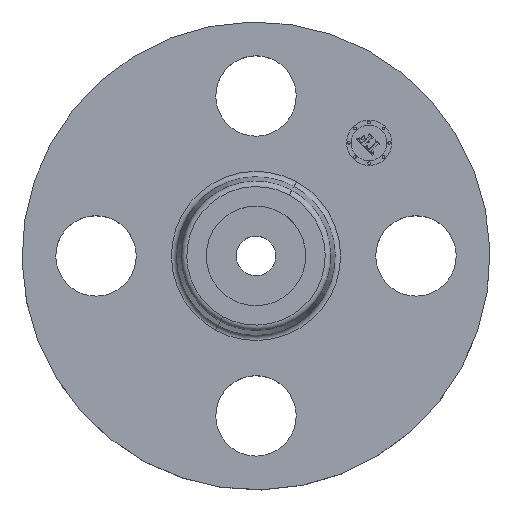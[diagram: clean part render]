
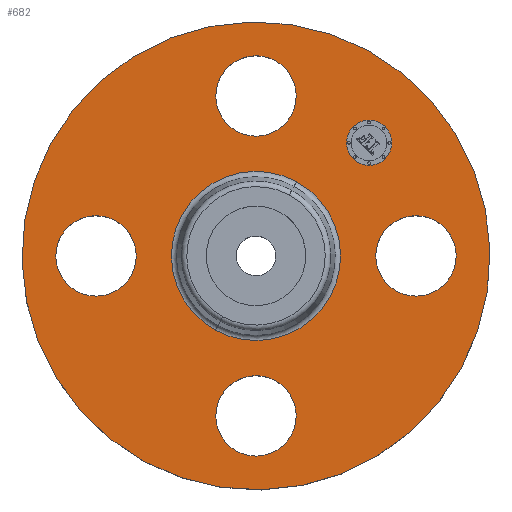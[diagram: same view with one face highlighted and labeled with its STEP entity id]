
A CAD part, top view. The second image highlights one B-rep face of the part: STEP entity #682.
In plain terms, the highlighted planar face has unit normal (0, 0, 1).
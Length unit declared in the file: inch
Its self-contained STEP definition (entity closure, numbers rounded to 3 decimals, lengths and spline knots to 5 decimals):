
#234=AXIS2_PLACEMENT_3D('Circle Axis2P3D',#232,#233,$) ;
#253=AXIS2_PLACEMENT_3D('Circle Axis2P3D',#251,#252,$) ;
#270=AXIS2_PLACEMENT_3D('Circle Axis2P3D',#268,#269,$) ;
#305=AXIS2_PLACEMENT_3D('Circle Axis2P3D',#303,#304,$) ;
#455=AXIS2_PLACEMENT_3D('Circle Axis2P3D',#453,#454,$) ;
#467=AXIS2_PLACEMENT_3D('Circle Axis2P3D',#465,#466,$) ;
#498=AXIS2_PLACEMENT_3D('Circle Axis2P3D',#496,#497,$) ;
#510=AXIS2_PLACEMENT_3D('Circle Axis2P3D',#508,#509,$) ;
#541=AXIS2_PLACEMENT_3D('Circle Axis2P3D',#539,#540,$) ;
#553=AXIS2_PLACEMENT_3D('Circle Axis2P3D',#551,#552,$) ;
#584=AXIS2_PLACEMENT_3D('Circle Axis2P3D',#582,#583,$) ;
#596=AXIS2_PLACEMENT_3D('Circle Axis2P3D',#594,#595,$) ;
#638=AXIS2_PLACEMENT_3D('Plane Axis2P3D',#635,#636,#637) ;
#666=AXIS2_PLACEMENT_3D('Circle Axis2P3D',#664,#665,$) ;
#675=AXIS2_PLACEMENT_3D('Circle Axis2P3D',#673,#674,$) ;
#229=CARTESIAN_POINT('Vertex',(-1.22733,-2.24661,1.)) ;
#232=CARTESIAN_POINT('Axis2P3D Location',(0.,0.,1.)) ;
#236=CARTESIAN_POINT('Vertex',(1.22733,2.24661,1.)) ;
#251=CARTESIAN_POINT('Axis2P3D Location',(0.,0.,1.)) ;
#268=CARTESIAN_POINT('Axis2P3D Location',(0.,0.,1.)) ;
#272=CARTESIAN_POINT('Vertex',(0.44363,0.81207,1.)) ;
#274=CARTESIAN_POINT('Vertex',(-0.44363,-0.81207,1.)) ;
#303=CARTESIAN_POINT('Axis2P3D Location',(0.,0.,1.)) ;
#443=CARTESIAN_POINT('Vertex',(0.21095,2.13614,1.)) ;
#450=CARTESIAN_POINT('Vertex',(-0.21095,1.36386,1.)) ;
#453=CARTESIAN_POINT('Axis2P3D Location',(0.,1.75,1.)) ;
#465=CARTESIAN_POINT('Axis2P3D Location',(0.,1.75,1.)) ;
#486=CARTESIAN_POINT('Vertex',(-2.13614,0.21095,1.)) ;
#493=CARTESIAN_POINT('Vertex',(-1.36386,-0.21095,1.)) ;
#496=CARTESIAN_POINT('Axis2P3D Location',(-1.75,0.,1.)) ;
#508=CARTESIAN_POINT('Axis2P3D Location',(-1.75,0.,1.)) ;
#529=CARTESIAN_POINT('Vertex',(-0.21095,-2.13614,1.)) ;
#536=CARTESIAN_POINT('Vertex',(0.21095,-1.36386,1.)) ;
#539=CARTESIAN_POINT('Axis2P3D Location',(0.,-1.75,1.)) ;
#551=CARTESIAN_POINT('Axis2P3D Location',(0.,-1.75,1.)) ;
#572=CARTESIAN_POINT('Vertex',(1.36386,0.21095,1.)) ;
#579=CARTESIAN_POINT('Vertex',(2.13614,-0.21095,1.)) ;
#582=CARTESIAN_POINT('Axis2P3D Location',(1.75,0.,1.)) ;
#594=CARTESIAN_POINT('Axis2P3D Location',(1.75,0.,1.)) ;
#635=CARTESIAN_POINT('Axis2P3D Location',(0.,2.56,1.)) ;
#664=CARTESIAN_POINT('Axis2P3D Location',(1.23744,1.23744,1.)) ;
#668=CARTESIAN_POINT('Vertex',(1.06243,1.41245,1.)) ;
#670=CARTESIAN_POINT('Vertex',(1.41245,1.06243,1.)) ;
#673=CARTESIAN_POINT('Axis2P3D Location',(1.23744,1.23744,1.)) ;
#233=DIRECTION('Axis2P3D Direction',(0.,0.,-0.039)) ;
#252=DIRECTION('Axis2P3D Direction',(0.,0.,-0.039)) ;
#269=DIRECTION('Axis2P3D Direction',(0.,0.,-0.039)) ;
#304=DIRECTION('Axis2P3D Direction',(0.,0.,-0.039)) ;
#454=DIRECTION('Axis2P3D Direction',(0.,0.,-0.039)) ;
#466=DIRECTION('Axis2P3D Direction',(0.,0.,-0.039)) ;
#497=DIRECTION('Axis2P3D Direction',(-0.,0.,-0.039)) ;
#509=DIRECTION('Axis2P3D Direction',(-0.,0.,-0.039)) ;
#540=DIRECTION('Axis2P3D Direction',(0.,-0.,-0.039)) ;
#552=DIRECTION('Axis2P3D Direction',(0.,-0.,-0.039)) ;
#583=DIRECTION('Axis2P3D Direction',(0.,-0.,-0.039)) ;
#595=DIRECTION('Axis2P3D Direction',(0.,-0.,-0.039)) ;
#636=DIRECTION('Axis2P3D Direction',(0.,0.,-0.039)) ;
#637=DIRECTION('Axis2P3D XDirection',(0.039,0.,0.)) ;
#665=DIRECTION('Axis2P3D Direction',(0.,0.,-0.039)) ;
#674=DIRECTION('Axis2P3D Direction',(0.,0.,-0.039)) ;
#641=ORIENTED_EDGE('',*,*,#255,.F.) ;
#642=ORIENTED_EDGE('',*,*,#238,.F.) ;
#645=ORIENTED_EDGE('',*,*,#586,.T.) ;
#646=ORIENTED_EDGE('',*,*,#598,.T.) ;
#649=ORIENTED_EDGE('',*,*,#307,.T.) ;
#650=ORIENTED_EDGE('',*,*,#276,.T.) ;
#653=ORIENTED_EDGE('',*,*,#543,.T.) ;
#654=ORIENTED_EDGE('',*,*,#555,.T.) ;
#657=ORIENTED_EDGE('',*,*,#500,.T.) ;
#658=ORIENTED_EDGE('',*,*,#512,.T.) ;
#661=ORIENTED_EDGE('',*,*,#457,.T.) ;
#662=ORIENTED_EDGE('',*,*,#469,.T.) ;
#679=ORIENTED_EDGE('',*,*,#672,.T.) ;
#680=ORIENTED_EDGE('',*,*,#677,.T.) ;
#647=FACE_BOUND('',#644,.T.) ;
#651=FACE_BOUND('',#648,.T.) ;
#655=FACE_BOUND('',#652,.T.) ;
#659=FACE_BOUND('',#656,.T.) ;
#663=FACE_BOUND('',#660,.T.) ;
#681=FACE_BOUND('',#678,.T.) ;
#682=ADVANCED_FACE('PartBody',(#643,#647,#651,#655,#659,#663,#681),#639,.F.) ;
#235=CIRCLE('generated circle',#234,2.56) ;
#254=CIRCLE('generated circle',#253,2.56) ;
#271=CIRCLE('generated circle',#270,0.92535) ;
#306=CIRCLE('generated circle',#305,0.92535) ;
#456=CIRCLE('generated circle',#455,0.44) ;
#468=CIRCLE('generated circle',#467,0.44) ;
#499=CIRCLE('generated circle',#498,0.44) ;
#511=CIRCLE('generated circle',#510,0.44) ;
#542=CIRCLE('generated circle',#541,0.44) ;
#554=CIRCLE('generated circle',#553,0.44) ;
#585=CIRCLE('generated circle',#584,0.44) ;
#597=CIRCLE('generated circle',#596,0.44) ;
#667=CIRCLE('generated circle',#666,0.2475) ;
#676=CIRCLE('generated circle',#675,0.2475) ;
#238=EDGE_CURVE('',#230,#237,#235,.T.) ;
#255=EDGE_CURVE('',#237,#230,#254,.T.) ;
#276=EDGE_CURVE('',#273,#275,#271,.T.) ;
#307=EDGE_CURVE('',#275,#273,#306,.T.) ;
#457=EDGE_CURVE('',#444,#451,#456,.T.) ;
#469=EDGE_CURVE('',#451,#444,#468,.T.) ;
#500=EDGE_CURVE('',#487,#494,#499,.T.) ;
#512=EDGE_CURVE('',#494,#487,#511,.T.) ;
#543=EDGE_CURVE('',#530,#537,#542,.T.) ;
#555=EDGE_CURVE('',#537,#530,#554,.T.) ;
#586=EDGE_CURVE('',#573,#580,#585,.T.) ;
#598=EDGE_CURVE('',#580,#573,#597,.T.) ;
#672=EDGE_CURVE('',#669,#671,#667,.T.) ;
#677=EDGE_CURVE('',#671,#669,#676,.T.) ;
#640=EDGE_LOOP('',(#641,#642)) ;
#644=EDGE_LOOP('',(#645,#646)) ;
#648=EDGE_LOOP('',(#649,#650)) ;
#652=EDGE_LOOP('',(#653,#654)) ;
#656=EDGE_LOOP('',(#657,#658)) ;
#660=EDGE_LOOP('',(#661,#662)) ;
#678=EDGE_LOOP('',(#679,#680)) ;
#643=FACE_OUTER_BOUND('',#640,.T.) ;
#639=PLANE('',#638) ;
#230=VERTEX_POINT('',#229) ;
#237=VERTEX_POINT('',#236) ;
#273=VERTEX_POINT('',#272) ;
#275=VERTEX_POINT('',#274) ;
#444=VERTEX_POINT('',#443) ;
#451=VERTEX_POINT('',#450) ;
#487=VERTEX_POINT('',#486) ;
#494=VERTEX_POINT('',#493) ;
#530=VERTEX_POINT('',#529) ;
#537=VERTEX_POINT('',#536) ;
#573=VERTEX_POINT('',#572) ;
#580=VERTEX_POINT('',#579) ;
#669=VERTEX_POINT('',#668) ;
#671=VERTEX_POINT('',#670) ;
